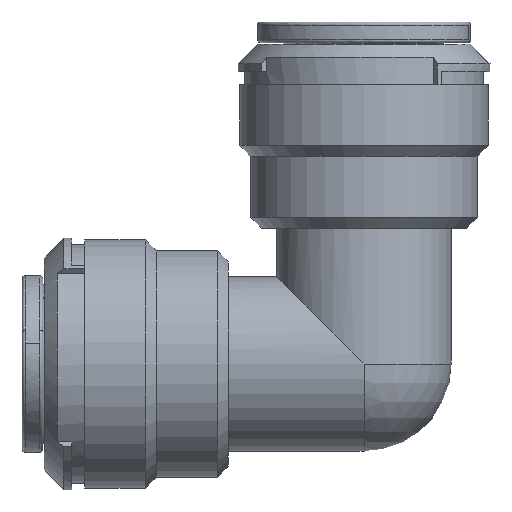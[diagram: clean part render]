
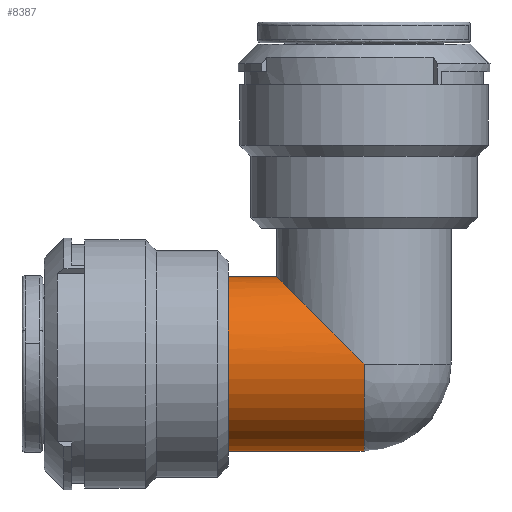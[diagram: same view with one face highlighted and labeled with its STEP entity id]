
A CAD part, left-side view. The second image highlights one B-rep face of the part: STEP entity #8387.
In plain terms, the highlighted cylindrical face has radius 7.95 mm (diameter 15.9 mm), a partial arc.
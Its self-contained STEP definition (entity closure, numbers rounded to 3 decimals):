
#106 = AXIS2_PLACEMENT_3D ( 'NONE', #10291, #10292, #10274 ) ;
#200 = CIRCLE ( 'NONE', #3891, 7.95 ) ;
#299 = VECTOR ( 'NONE', #9435, 1000. ) ;
#339 = VECTOR ( 'NONE', #9442, 1000. ) ;
#354 = LINE ( 'NONE', #9456, #339 ) ;
#360 = LINE ( 'NONE', #9464, #299 ) ;
#770 = CIRCLE ( 'NONE', #3796, 7.95 ) ;
#1676 = CARTESIAN_POINT ( 'NONE',  ( -7.95, 0., 0. ) ) ;
#1708 = CARTESIAN_POINT ( 'NONE',  ( 0., 7.95, 7.95 ) ) ;
#1779 = CARTESIAN_POINT ( 'NONE',  ( 0., 12.39, 7.95 ) ) ;
#1808 = CARTESIAN_POINT ( 'NONE',  ( 0., 0., -7.95 ) ) ;
#1815 = CARTESIAN_POINT ( 'NONE',  ( 0., 12.39, -7.95 ) ) ;
#3696 = EDGE_CURVE ( 'NONE', #8157, #8215, #770, .T. ) ;
#3718 = EDGE_CURVE ( 'NONE', #8087, #8211, #10984, .T. ) ;
#3763 = EDGE_CURVE ( 'NONE', #8151, #8211, #200, .T. ) ;
#3796 = AXIS2_PLACEMENT_3D ( 'NONE', #9131, #9113, #9120 ) ;
#3799 = EDGE_CURVE ( 'NONE', #8215, #8087, #360, .T. ) ;
#3803 = EDGE_CURVE ( 'NONE', #8157, #8151, #354, .T. ) ;
#3891 = AXIS2_PLACEMENT_3D ( 'NONE', #9370, #9383, #9385 ) ;
#4938 = EDGE_LOOP ( 'NONE', ( #5141, #5189, #5142, #5179, #5184 ) ) ;
#5141 = ORIENTED_EDGE ( 'NONE', *, *, #3799, .F. ) ;
#5142 = ORIENTED_EDGE ( 'NONE', *, *, #3803, .T. ) ;
#5179 = ORIENTED_EDGE ( 'NONE', *, *, #3763, .T. ) ;
#5184 = ORIENTED_EDGE ( 'NONE', *, *, #3718, .F. ) ;
#5189 = ORIENTED_EDGE ( 'NONE', *, *, #3696, .F. ) ;
#6693 = FACE_OUTER_BOUND ( 'NONE', #4938, .T. ) ;
#6707 = CYLINDRICAL_SURFACE ( 'NONE', #106, 7.95 ) ;
#8087 = VERTEX_POINT ( 'NONE', #1708 ) ;
#8151 = VERTEX_POINT ( 'NONE', #1808 ) ;
#8157 = VERTEX_POINT ( 'NONE', #1815 ) ;
#8211 = VERTEX_POINT ( 'NONE', #1676 ) ;
#8215 = VERTEX_POINT ( 'NONE', #1779 ) ;
#8387 = ADVANCED_FACE ( 'NONE', ( #6693 ), #6707, .T. ) ;
#9113 = DIRECTION ( 'NONE',  ( 0., 1., 0. ) ) ;
#9120 = DIRECTION ( 'NONE',  ( 0., 0., 1. ) ) ;
#9131 = CARTESIAN_POINT ( 'NONE',  ( 0., 12.39, 0. ) ) ;
#9200 = CARTESIAN_POINT ( 'NONE',  ( -4.657, 7.95, 7.95 ) ) ;
#9207 = CARTESIAN_POINT ( 'NONE',  ( -7.95, 0., 0. ) ) ;
#9226 = CARTESIAN_POINT ( 'NONE',  ( 0., 7.95, 7.95 ) ) ;
#9230 = CARTESIAN_POINT ( 'NONE',  ( -7.95, 4.657, 4.657 ) ) ;
#9370 = CARTESIAN_POINT ( 'NONE',  ( 0., 0., 0. ) ) ;
#9383 = DIRECTION ( 'NONE',  ( 0., 1., 0. ) ) ;
#9385 = DIRECTION ( 'NONE',  ( 0., 0., 1. ) ) ;
#9435 = DIRECTION ( 'NONE',  ( 0., -1., 0. ) ) ;
#9442 = DIRECTION ( 'NONE',  ( 0., -1., 0. ) ) ;
#9456 = CARTESIAN_POINT ( 'NONE',  ( 0., 25.5, -7.95 ) ) ;
#9464 = CARTESIAN_POINT ( 'NONE',  ( 0., 25.5, 7.95 ) ) ;
#10274 = DIRECTION ( 'NONE',  ( 0., 0., -1. ) ) ;
#10291 = CARTESIAN_POINT ( 'NONE',  ( 0., 25.5, 0. ) ) ;
#10292 = DIRECTION ( 'NONE',  ( 0., -1., 0. ) ) ;
#10984 =( BOUNDED_CURVE ( )  B_SPLINE_CURVE ( 3, ( #9226, #9200, #9230, #9207 ),
 .UNSPECIFIED., .F., .F. ) 
 B_SPLINE_CURVE_WITH_KNOTS ( ( 4, 4 ),
 ( 3.142, 4.712 ),
 .UNSPECIFIED. ) 
 CURVE ( )  GEOMETRIC_REPRESENTATION_ITEM ( )  RATIONAL_B_SPLINE_CURVE ( ( 1., 0.805, 0.805, 1. ) ) 
 REPRESENTATION_ITEM ( '' )  );
